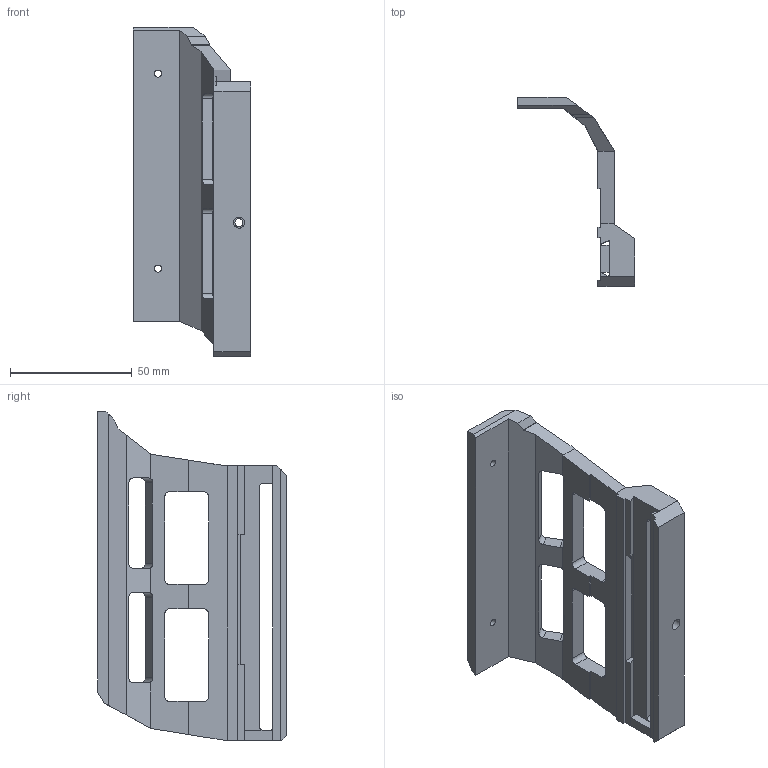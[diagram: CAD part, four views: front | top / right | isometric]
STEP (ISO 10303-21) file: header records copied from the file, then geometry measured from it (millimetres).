
FILE_DESCRIPTION(('FreeCAD Model'),'2;1');
FILE_NAME('Open CASCADE Shape Model','2024-08-25T22:40:57',(''),(''), 'Open CASCADE STEP processor 7.6','FreeCAD','Unknown');
FILE_SCHEMA(('AUTOMOTIVE_DESIGN { 1 0 10303 214 1 1 1 1 }'));
Length unit declared in the file: millimetre
Products named in the file (1): Chamfer004
Bounding box: 48.03 x 77.48 x 135 mm (x, y, z)
Volume: 59032.3 mm3; surface area: 28353.6 mm2
Topology: 1 solids, 1 shells, 100 faces, 302 edges, 201 vertices
Faces by surface type: plane 76, cylinder 24
Full cylindrical faces by diameter (mm): 2.9 x2, 3.3 x1, 4.5 x1
Entity records: 3434 total; most frequent: CARTESIAN_POINT 604, ORIENTED_EDGE 604, DIRECTION 560, EDGE_CURVE 302, LINE 246, VECTOR 246, VERTEX_POINT 201, AXIS2_PLACEMENT_3D 157
